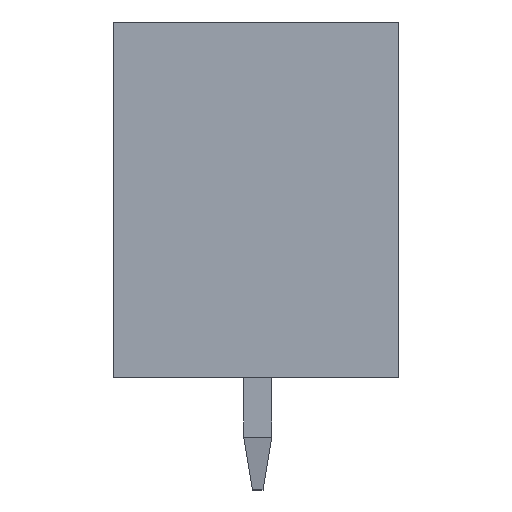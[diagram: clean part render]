
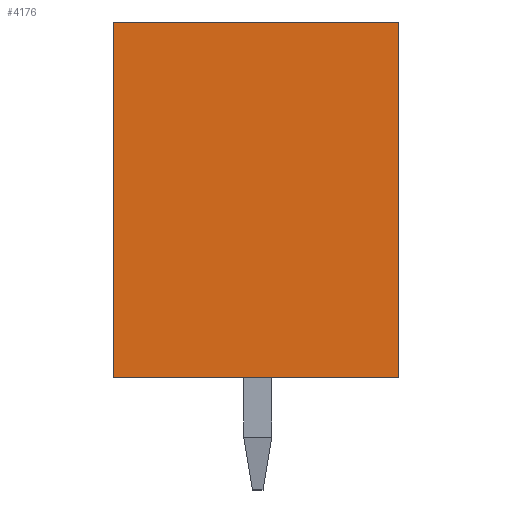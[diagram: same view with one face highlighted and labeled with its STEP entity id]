
A CAD part, left-side view. The second image highlights one B-rep face of the part: STEP entity #4176.
In plain terms, the highlighted planar face has unit normal (-1, 0, 0).
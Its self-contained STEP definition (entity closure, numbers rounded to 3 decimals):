
#4168=AXIS2_PLACEMENT_3D('Plane Axis2P3D',#4165,#4166,#4167) ;
#1178=CARTESIAN_POINT('Line Origine',(0.,4.05,13.3)) ;
#1182=CARTESIAN_POINT('Vertex',(0.,0.,13.3)) ;
#1184=CARTESIAN_POINT('Vertex',(0.,8.1,13.3)) ;
#1847=CARTESIAN_POINT('Line Origine',(0.,8.1,8.25)) ;
#1851=CARTESIAN_POINT('Vertex',(0.,8.1,3.2)) ;
#1879=CARTESIAN_POINT('Line Origine',(0.,4.05,3.2)) ;
#1883=CARTESIAN_POINT('Vertex',(0.,0.,3.2)) ;
#4134=CARTESIAN_POINT('Line Origine',(0.,0.,8.25)) ;
#4165=CARTESIAN_POINT('Axis2P3D Location',(0.,4.,6.7)) ;
#1179=DIRECTION('Vector Direction',(0.,1.,0.)) ;
#1848=DIRECTION('Vector Direction',(0.,0.,-1.)) ;
#1880=DIRECTION('Vector Direction',(0.,-1.,0.)) ;
#4135=DIRECTION('Vector Direction',(0.,0.,1.)) ;
#4166=DIRECTION('Axis2P3D Direction',(-1.,0.,0.)) ;
#4167=DIRECTION('Axis2P3D XDirection',(0.,-1.,0.)) ;
#1180=VECTOR('Line Direction',#1179,1.) ;
#1849=VECTOR('Line Direction',#1848,1.) ;
#1881=VECTOR('Line Direction',#1880,1.) ;
#4136=VECTOR('Line Direction',#4135,1.) ;
#4171=ORIENTED_EDGE('',*,*,#1885,.T.) ;
#4172=ORIENTED_EDGE('',*,*,#4138,.T.) ;
#4173=ORIENTED_EDGE('',*,*,#1186,.T.) ;
#4174=ORIENTED_EDGE('',*,*,#1853,.T.) ;
#4176=ADVANCED_FACE('BREP_WITH_VOIDS #8501',(#4175),#4169,.T.) ;
#1186=EDGE_CURVE('',#1183,#1185,#1181,.T.) ;
#1853=EDGE_CURVE('',#1185,#1852,#1850,.T.) ;
#1885=EDGE_CURVE('',#1852,#1884,#1882,.T.) ;
#4138=EDGE_CURVE('',#1884,#1183,#4137,.T.) ;
#4170=EDGE_LOOP('',(#4171,#4172,#4173,#4174)) ;
#4175=FACE_OUTER_BOUND('',#4170,.T.) ;
#1181=LINE('Line',#1178,#1180) ;
#1850=LINE('Line',#1847,#1849) ;
#1882=LINE('Line',#1879,#1881) ;
#4137=LINE('Line',#4134,#4136) ;
#4169=PLANE('',#4168) ;
#1183=VERTEX_POINT('',#1182) ;
#1185=VERTEX_POINT('',#1184) ;
#1852=VERTEX_POINT('',#1851) ;
#1884=VERTEX_POINT('',#1883) ;
